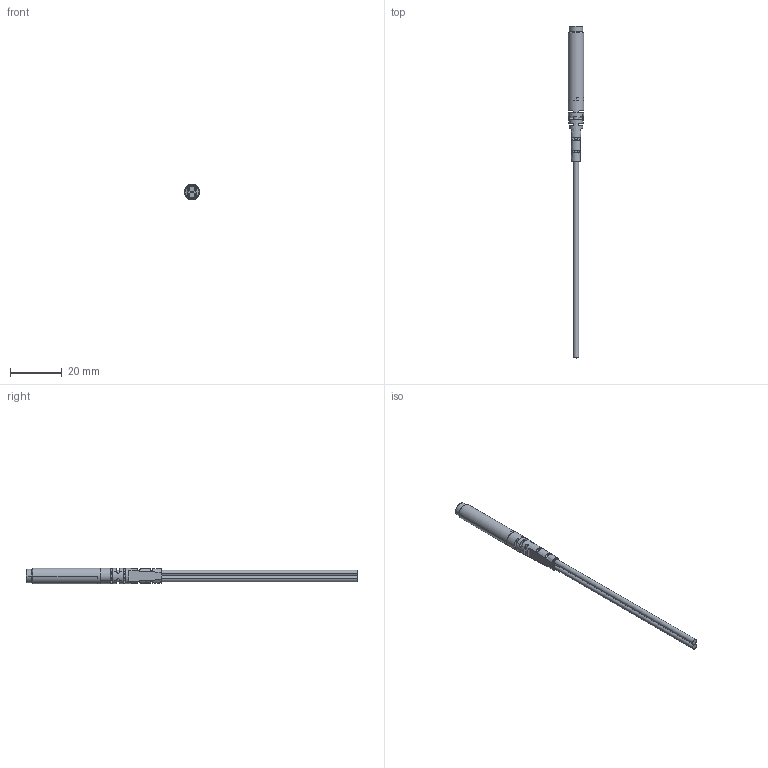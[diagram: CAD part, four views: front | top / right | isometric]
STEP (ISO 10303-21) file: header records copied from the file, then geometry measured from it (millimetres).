
FILE_DESCRIPTION((''),'2;1');
FILE_NAME('ASM0001_ASM','2020-11-24T',('user1'),(''),'PRO/ENGINEER BY PARAMETRIC TECHNOLOGY CORPORATION, 2013430','PRO/ENGINEER BY PARAMETRIC TECHNOLOGY CORPORATION, 2013430','');
FILE_SCHEMA(('CONFIG_CONTROL_DESIGN'));
Length unit declared in the file: millimetre
Products named in the file (4): PRT0001; PR-620-01; PRT0004; ASM0001_ASM
Assembly tree (4 placements, depth 2):
  ASM0001_ASM
    PRT0001
    PR-620-01
    PRT0004  x2
Bounding box: 6 x 128.7 x 6 mm (x, y, z)
Volume: 1818.6 mm3; surface area: 2806.5 mm2
Topology: 4 solids, 4 shells, 83 faces, 246 edges, 167 vertices
Faces by surface type: plane 35, cylinder 32, bspline 10, cone 2, torus 2, sphere 2
Entity records: 4621 total; most frequent: CARTESIAN_POINT 2477, ORIENTED_EDGE 476, DIRECTION 344, EDGE_CURVE 238, VERTEX_POINT 163, AXIS2_PLACEMENT_3D 135, EDGE_LOOP 109, B_SPLINE_CURVE_WITH_KNOTS 106
